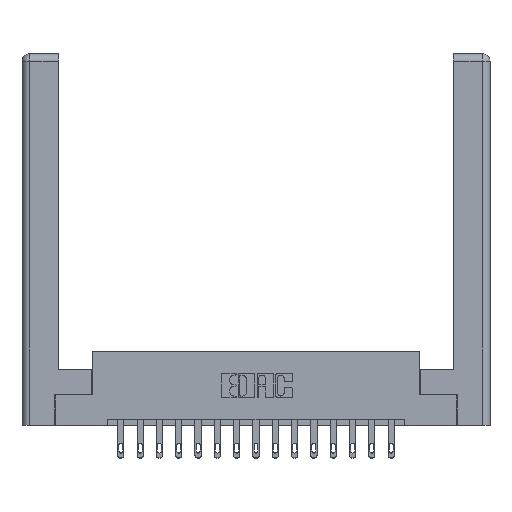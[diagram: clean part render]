
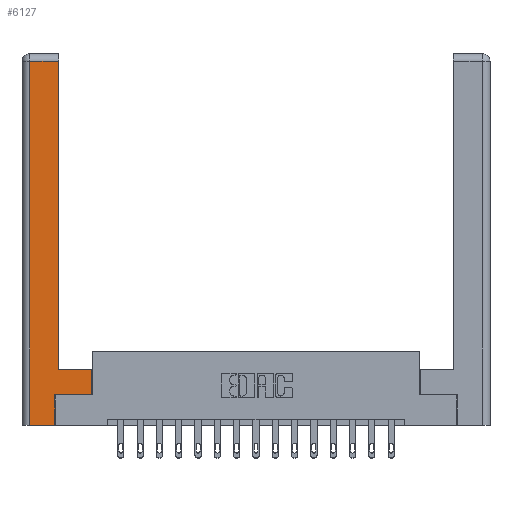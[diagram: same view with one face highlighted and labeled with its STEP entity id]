
A CAD part, top view. The second image highlights one B-rep face of the part: STEP entity #6127.
In plain terms, the highlighted planar face has unit normal (0, 0, 1).
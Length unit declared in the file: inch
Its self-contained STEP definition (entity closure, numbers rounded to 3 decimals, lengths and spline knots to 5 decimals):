
#130 = VECTOR ( 'NONE', #8800, 39.37008 ) ;
#650 = ORIENTED_EDGE ( 'NONE', *, *, #1827, .T. ) ;
#887 = LINE ( 'NONE', #13472, #7927 ) ;
#1153 = VECTOR ( 'NONE', #5303, 39.37008 ) ;
#1827 = EDGE_CURVE ( 'NONE', #12947, #12229, #11691, .T. ) ;
#1936 = ORIENTED_EDGE ( 'NONE', *, *, #13534, .T. ) ;
#1985 = EDGE_CURVE ( 'NONE', #5784, #12947, #13193, .T. ) ;
#2528 = CARTESIAN_POINT ( 'NONE',  ( 0.565, 0.245, 0. ) ) ;
#2749 = CARTESIAN_POINT ( 'NONE',  ( 0.295, 2.94, 0. ) ) ;
#2973 = EDGE_CURVE ( 'NONE', #13952, #16415, #7762, .T. ) ;
#3339 = EDGE_CURVE ( 'NONE', #14311, #13304, #6901, .T. ) ;
#3865 = DIRECTION ( 'NONE',  ( -1., 0., 0. ) ) ;
#5038 = EDGE_CURVE ( 'NONE', #13444, #13952, #16262, .T. ) ;
#5115 = CARTESIAN_POINT ( 'NONE',  ( 0.0615, 2.94, 0. ) ) ;
#5303 = DIRECTION ( 'NONE',  ( 0., 1., 0. ) ) ;
#5324 = DIRECTION ( 'NONE',  ( -1., 0., 0. ) ) ;
#5784 = VERTEX_POINT ( 'NONE', #8858 ) ;
#5902 = ORIENTED_EDGE ( 'NONE', *, *, #2973, .T. ) ;
#6127 = ADVANCED_FACE ( 'NONE', ( #12361 ), #9405, .F. ) ;
#6197 = LINE ( 'NONE', #13592, #15653 ) ;
#6481 = DIRECTION ( 'NONE',  ( 0., 1., 0. ) ) ;
#6885 = EDGE_LOOP ( 'NONE', ( #10695, #650, #10345, #11563, #5902, #8658, #15271, #1936 ) ) ;
#6901 = LINE ( 'NONE', #7916, #7744 ) ;
#7070 = DIRECTION ( 'NONE',  ( 1., 0., 0. ) ) ;
#7142 = DIRECTION ( 'NONE',  ( 1., 0., 0. ) ) ;
#7594 = LINE ( 'NONE', #10813, #10176 ) ;
#7744 = VECTOR ( 'NONE', #6481, 39.37008 ) ;
#7762 = LINE ( 'NONE', #9447, #1153 ) ;
#7814 = VECTOR ( 'NONE', #13756, 39.37008 ) ;
#7916 = CARTESIAN_POINT ( 'NONE',  ( 0.565, 0.45, 0. ) ) ;
#7927 = VECTOR ( 'NONE', #17648, 39.37008 ) ;
#8658 = ORIENTED_EDGE ( 'NONE', *, *, #11017, .T. ) ;
#8676 = CARTESIAN_POINT ( 'NONE',  ( 0.295, 3., 0. ) ) ;
#8800 = DIRECTION ( 'NONE',  ( 0., 1., 0. ) ) ;
#8858 = CARTESIAN_POINT ( 'NONE',  ( 0.295, 0.45, 0. ) ) ;
#9405 = PLANE ( 'NONE',  #14898 ) ;
#9447 = CARTESIAN_POINT ( 'NONE',  ( 0.265, 0.245, 0. ) ) ;
#10176 = VECTOR ( 'NONE', #7070, 39.37008 ) ;
#10345 = ORIENTED_EDGE ( 'NONE', *, *, #13583, .T. ) ;
#10356 = CARTESIAN_POINT ( 'NONE',  ( 0.565, 0.45, 0. ) ) ;
#10695 = ORIENTED_EDGE ( 'NONE', *, *, #1985, .T. ) ;
#10803 = CARTESIAN_POINT ( 'NONE',  ( 0., 0., 0. ) ) ;
#10813 = CARTESIAN_POINT ( 'NONE',  ( 0.565, 0.245, 0. ) ) ;
#11017 = EDGE_CURVE ( 'NONE', #16415, #14311, #7594, .T. ) ;
#11245 = CARTESIAN_POINT ( 'NONE',  ( 0.265, 0., 0. ) ) ;
#11563 = ORIENTED_EDGE ( 'NONE', *, *, #5038, .T. ) ;
#11691 = LINE ( 'NONE', #14156, #7814 ) ;
#12181 = DIRECTION ( 'NONE',  ( 0., 0., -1. ) ) ;
#12229 = VERTEX_POINT ( 'NONE', #5115 ) ;
#12361 = FACE_OUTER_BOUND ( 'NONE', #6885, .T. ) ;
#12947 = VERTEX_POINT ( 'NONE', #2749 ) ;
#13178 = CARTESIAN_POINT ( 'NONE',  ( 0.0615, 0., 0. ) ) ;
#13193 = LINE ( 'NONE', #8676, #130 ) ;
#13304 = VERTEX_POINT ( 'NONE', #10356 ) ;
#13444 = VERTEX_POINT ( 'NONE', #13178 ) ;
#13472 = CARTESIAN_POINT ( 'NONE',  ( 0.0615, 0., 0. ) ) ;
#13534 = EDGE_CURVE ( 'NONE', #13304, #5784, #6197, .T. ) ;
#13583 = EDGE_CURVE ( 'NONE', #12229, #13444, #887, .T. ) ;
#13592 = CARTESIAN_POINT ( 'NONE',  ( 0.295, 0.45, 0. ) ) ;
#13686 = CARTESIAN_POINT ( 'NONE',  ( 0.265, 0.245, 0. ) ) ;
#13756 = DIRECTION ( 'NONE',  ( -1., 0., 0. ) ) ;
#13952 = VERTEX_POINT ( 'NONE', #14282 ) ;
#14156 = CARTESIAN_POINT ( 'NONE',  ( 0.0615, 2.94, 0. ) ) ;
#14282 = CARTESIAN_POINT ( 'NONE',  ( 0.265, 0., 0. ) ) ;
#14311 = VERTEX_POINT ( 'NONE', #2528 ) ;
#14898 = AXIS2_PLACEMENT_3D ( 'NONE', #10803, #12181, #5324 ) ;
#15271 = ORIENTED_EDGE ( 'NONE', *, *, #3339, .T. ) ;
#15653 = VECTOR ( 'NONE', #3865, 39.37008 ) ;
#16262 = LINE ( 'NONE', #11245, #16465 ) ;
#16415 = VERTEX_POINT ( 'NONE', #13686 ) ;
#16465 = VECTOR ( 'NONE', #7142, 39.37008 ) ;
#17648 = DIRECTION ( 'NONE',  ( 0., -1., 0. ) ) ;
